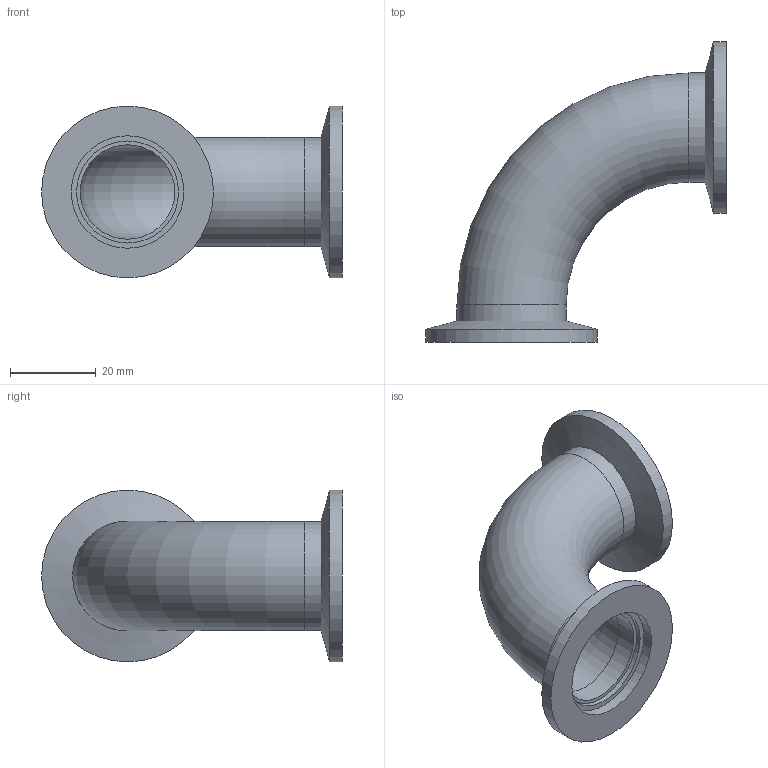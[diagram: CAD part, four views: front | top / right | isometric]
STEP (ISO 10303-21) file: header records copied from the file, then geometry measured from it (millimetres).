
FILE_DESCRIPTION(/* description */ (''),/* implementation_level */ '2;1');
FILE_NAME(/* name */ 'FL-E25KF-50.stp',/* time_stamp */ '2018-12-03T16:04:39+00:00',/* author */ ('paul'),/* organization */ (''),/* preprocessor_version */ 'ST-DEVELOPER v17.2',/* originating_system */ 'Autodesk Inventor 2019',/* authorisation */ '');
FILE_SCHEMA (('AUTOMOTIVE_DESIGN { 1 0 10303 214 3 1 1 }'));
Length unit declared in the file: millimetre
Products named in the file (3): FL-E25KF-50; tube; FL-25KF-25W
Assembly tree (3 placements, depth 2):
  FL-E25KF-50
    tube
    FL-25KF-25W  x2
Bounding box: 70 x 70 x 40 mm (x, y, z)
Volume: 15305.3 mm3; surface area: 16251.9 mm2
Topology: 3 solids, 3 shells, 24 faces, 60 edges, 44 vertices
Faces by surface type: cylinder 12, plane 8, torus 2, cone 2
Full cylindrical faces by diameter (mm): 22 x2, 23.75 x2, 25.4 x2, 25.6 x2, 26.2 x2, 40 x2
Entity records: 622 total; most frequent: DIRECTION 113, CARTESIAN_POINT 89, ORIENTED_EDGE 78, AXIS2_PLACEMENT_3D 52, EDGE_CURVE 39, CIRCLE 30, VERTEX_POINT 28, EDGE_LOOP 21
